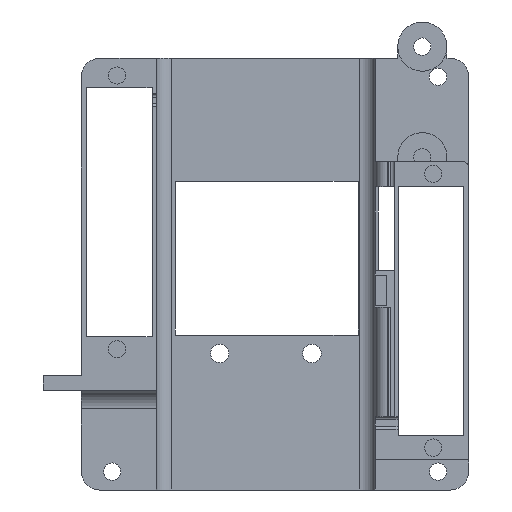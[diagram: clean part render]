
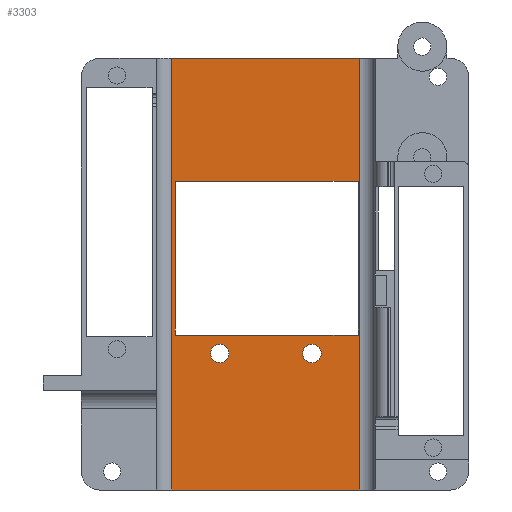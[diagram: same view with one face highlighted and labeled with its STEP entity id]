
A CAD part, front view. The second image highlights one B-rep face of the part: STEP entity #3303.
In plain terms, the highlighted planar face has unit normal (0, -1, 0).
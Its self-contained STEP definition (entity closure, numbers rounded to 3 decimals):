
#59=FACE_BOUND('',#562,.T.);
#60=FACE_BOUND('',#563,.T.);
#61=FACE_BOUND('',#564,.T.);
#222=CIRCLE('',#3590,1.5);
#223=CIRCLE('',#3591,1.5);
#354=FACE_OUTER_BOUND('',#561,.T.);
#561=EDGE_LOOP('',(#2890,#2891,#2892,#2893));
#562=EDGE_LOOP('',(#2894));
#563=EDGE_LOOP('',(#2895,#2896,#2897,#2898));
#564=EDGE_LOOP('',(#2899));
#803=LINE('',#5060,#1168);
#910=LINE('',#5353,#1275);
#911=LINE('',#5357,#1276);
#921=LINE('',#5392,#1286);
#922=LINE('',#5397,#1287);
#923=LINE('',#5399,#1288);
#924=LINE('',#5401,#1289);
#925=LINE('',#5402,#1290);
#1168=VECTOR('',#4084,10.);
#1275=VECTOR('',#4367,10.);
#1276=VECTOR('',#4372,10.);
#1286=VECTOR('',#4422,10.);
#1287=VECTOR('',#4425,10.);
#1288=VECTOR('',#4426,10.);
#1289=VECTOR('',#4427,10.);
#1290=VECTOR('',#4428,10.);
#1519=VERTEX_POINT('',#5057);
#1520=VERTEX_POINT('',#5059);
#1618=VERTEX_POINT('',#5351);
#1619=VERTEX_POINT('',#5355);
#1625=VERTEX_POINT('',#5393);
#1626=VERTEX_POINT('',#5395);
#1627=VERTEX_POINT('',#5396);
#1628=VERTEX_POINT('',#5398);
#1629=VERTEX_POINT('',#5400);
#1630=VERTEX_POINT('',#5403);
#1903=EDGE_CURVE('',#1519,#1520,#803,.T.);
#2050=EDGE_CURVE('',#1520,#1618,#910,.T.);
#2052=EDGE_CURVE('',#1619,#1519,#911,.T.);
#2068=EDGE_CURVE('',#1619,#1618,#921,.T.);
#2069=EDGE_CURVE('',#1625,#1625,#222,.T.);
#2070=EDGE_CURVE('',#1626,#1627,#922,.T.);
#2071=EDGE_CURVE('',#1628,#1626,#923,.T.);
#2072=EDGE_CURVE('',#1629,#1628,#924,.T.);
#2073=EDGE_CURVE('',#1627,#1629,#925,.T.);
#2074=EDGE_CURVE('',#1630,#1630,#223,.T.);
#2890=ORIENTED_EDGE('',*,*,#2050,.F.);
#2891=ORIENTED_EDGE('',*,*,#1903,.F.);
#2892=ORIENTED_EDGE('',*,*,#2052,.F.);
#2893=ORIENTED_EDGE('',*,*,#2068,.T.);
#2894=ORIENTED_EDGE('',*,*,#2069,.F.);
#2895=ORIENTED_EDGE('',*,*,#2070,.F.);
#2896=ORIENTED_EDGE('',*,*,#2071,.F.);
#2897=ORIENTED_EDGE('',*,*,#2072,.F.);
#2898=ORIENTED_EDGE('',*,*,#2073,.F.);
#2899=ORIENTED_EDGE('',*,*,#2074,.F.);
#3147=PLANE('',#3589);
#3303=ADVANCED_FACE('',(#354,#59,#60,#61),#3147,.F.);
#3589=AXIS2_PLACEMENT_3D('',#5391,#4420,#4421);
#3590=AXIS2_PLACEMENT_3D('',#5394,#4423,#4424);
#3591=AXIS2_PLACEMENT_3D('',#5404,#4429,#4430);
#4084=DIRECTION('',(1.,0.,0.));
#4367=DIRECTION('',(0.,0.,-1.));
#4372=DIRECTION('',(0.,0.,1.));
#4420=DIRECTION('center_axis',(0.,1.,0.));
#4421=DIRECTION('ref_axis',(1.,0.,0.));
#4422=DIRECTION('',(1.,0.,0.));
#4423=DIRECTION('center_axis',(0.,-1.,0.));
#4424=DIRECTION('ref_axis',(1.,0.,0.));
#4425=DIRECTION('',(0.,0.,-1.));
#4426=DIRECTION('',(-1.,0.,0.));
#4427=DIRECTION('',(0.,0.,1.));
#4428=DIRECTION('',(1.,0.,0.));
#4429=DIRECTION('center_axis',(0.,-1.,0.));
#4430=DIRECTION('ref_axis',(1.,0.,0.));
#5057=CARTESIAN_POINT('',(-15.3,0.,48.));
#5059=CARTESIAN_POINT('',(15.3,0.,48.));
#5060=CARTESIAN_POINT('',(-27.,0.,48.));
#5351=CARTESIAN_POINT('',(15.3,0.,-22.2));
#5353=CARTESIAN_POINT('',(15.3,0.,30.45));
#5355=CARTESIAN_POINT('',(-15.3,0.,-22.2));
#5357=CARTESIAN_POINT('',(-15.3,0.,-4.65));
#5391=CARTESIAN_POINT('Origin',(1.5,0.,12.9));
#5392=CARTESIAN_POINT('',(-27.,0.,-22.2));
#5393=CARTESIAN_POINT('',(-9.,0.,0.));
#5394=CARTESIAN_POINT('Origin',(-7.5,0.,0.));
#5395=CARTESIAN_POINT('',(-14.7,0.,28.));
#5396=CARTESIAN_POINT('',(-14.7,0.,3.));
#5397=CARTESIAN_POINT('',(-14.7,0.,3.));
#5398=CARTESIAN_POINT('',(15.,0.,28.));
#5399=CARTESIAN_POINT('',(-14.7,0.,28.));
#5400=CARTESIAN_POINT('',(15.,0.,3.));
#5401=CARTESIAN_POINT('',(15.,0.,3.));
#5402=CARTESIAN_POINT('',(-14.7,0.,3.));
#5403=CARTESIAN_POINT('',(6.,0.,0.));
#5404=CARTESIAN_POINT('Origin',(7.5,0.,0.));
